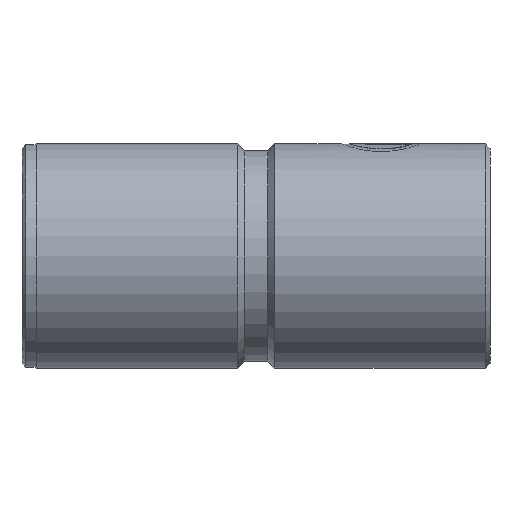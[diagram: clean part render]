
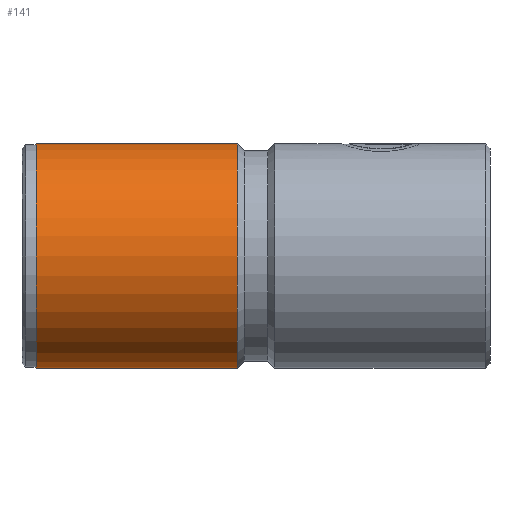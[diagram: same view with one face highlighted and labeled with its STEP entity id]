
A CAD part, left-side view. The second image highlights one B-rep face of the part: STEP entity #141.
In plain terms, the highlighted cylindrical face has radius 24 mm (diameter 48 mm), a partial arc.
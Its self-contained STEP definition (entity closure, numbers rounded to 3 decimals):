
#41 = VECTOR ( 'NONE', #1437, 1000. ) ;
#77 = CIRCLE ( 'NONE', #1781, 24. ) ;
#88 = ORIENTED_EDGE ( 'NONE', *, *, #925, .T. ) ;
#97 = EDGE_LOOP ( 'NONE', ( #1455, #1093, #88, #1031 ) ) ;
#126 = DIRECTION ( 'NONE',  ( 0., 0., -1. ) ) ;
#141 = ADVANCED_FACE ( 'NONE', ( #1433 ), #691, .T. ) ;
#258 = CARTESIAN_POINT ( 'NONE',  ( 0., 0., 0. ) ) ;
#317 = CARTESIAN_POINT ( 'NONE',  ( 0., 0., -24. ) ) ;
#346 = LINE ( 'NONE', #1618, #1765 ) ;
#419 = CARTESIAN_POINT ( 'NONE',  ( 0., 54., 0. ) ) ;
#450 = EDGE_CURVE ( 'NONE', #1236, #694, #346, .T. ) ;
#456 = CIRCLE ( 'NONE', #852, 24. ) ;
#570 = DIRECTION ( 'NONE',  ( 0., 0., -1. ) ) ;
#615 = CARTESIAN_POINT ( 'NONE',  ( 0., 97., 0. ) ) ;
#653 = DIRECTION ( 'NONE',  ( 0., -1., 0. ) ) ;
#691 = CYLINDRICAL_SURFACE ( 'NONE', #1035, 24. ) ;
#694 = VERTEX_POINT ( 'NONE', #718 ) ;
#718 = CARTESIAN_POINT ( 'NONE',  ( 0., 54., 24. ) ) ;
#760 = DIRECTION ( 'NONE',  ( 0., 0., -1. ) ) ;
#852 = AXIS2_PLACEMENT_3D ( 'NONE', #615, #1585, #760 ) ;
#866 = CARTESIAN_POINT ( 'NONE',  ( 0., 97., -24. ) ) ;
#925 = EDGE_CURVE ( 'NONE', #1045, #1482, #1190, .T. ) ;
#1031 = ORIENTED_EDGE ( 'NONE', *, *, #1109, .F. ) ;
#1035 = AXIS2_PLACEMENT_3D ( 'NONE', #258, #1650, #126 ) ;
#1045 = VERTEX_POINT ( 'NONE', #866 ) ;
#1093 = ORIENTED_EDGE ( 'NONE', *, *, #1628, .T. ) ;
#1109 = EDGE_CURVE ( 'NONE', #694, #1482, #77, .T. ) ;
#1190 = LINE ( 'NONE', #317, #41 ) ;
#1236 = VERTEX_POINT ( 'NONE', #1421 ) ;
#1386 = DIRECTION ( 'NONE',  ( 0., -1., 0. ) ) ;
#1421 = CARTESIAN_POINT ( 'NONE',  ( 0., 97., 24. ) ) ;
#1433 = FACE_OUTER_BOUND ( 'NONE', #97, .T. ) ;
#1437 = DIRECTION ( 'NONE',  ( 0., -1., 0. ) ) ;
#1455 = ORIENTED_EDGE ( 'NONE', *, *, #450, .F. ) ;
#1482 = VERTEX_POINT ( 'NONE', #1669 ) ;
#1585 = DIRECTION ( 'NONE',  ( 0., -1., 0. ) ) ;
#1618 = CARTESIAN_POINT ( 'NONE',  ( 0., 0., 24. ) ) ;
#1628 = EDGE_CURVE ( 'NONE', #1236, #1045, #456, .T. ) ;
#1650 = DIRECTION ( 'NONE',  ( 0., -1., 0. ) ) ;
#1669 = CARTESIAN_POINT ( 'NONE',  ( 0., 54., -24. ) ) ;
#1765 = VECTOR ( 'NONE', #653, 1000. ) ;
#1781 = AXIS2_PLACEMENT_3D ( 'NONE', #419, #1386, #570 ) ;
